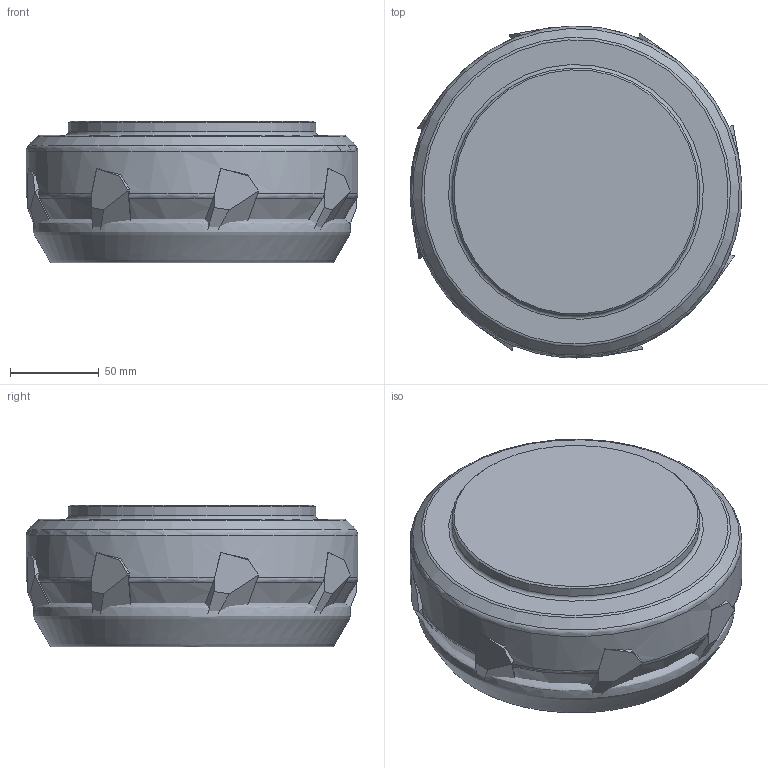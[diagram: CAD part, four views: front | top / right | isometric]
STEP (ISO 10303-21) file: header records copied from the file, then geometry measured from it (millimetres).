
FILE_DESCRIPTION(/* description */ (''),/* implementation_level */ '2;1');
FILE_NAME(/* name */ '1578294014232.stp',/* time_stamp */ '2020-01-06T12:30:28+05:00',/* author */ (''),/* organization */ ('SMS'),/* preprocessor_version */ 'ST-DEVELOPER v16.7',/* originating_system */ 'SIEMENS PLM Software NX 12.0',/* authorisation */ '');
FILE_SCHEMA (('AUTOMOTIVE_DESIGN { 1 0 10303 214 3 1 1 1 }'));
Length unit declared in the file: millimetre
Products named in the file (4): 202246447mod000_01; ASSEMBLY_CONSTRUCTION; 202776155mod000_00; 202776154mod000_00
Assembly tree (3 placements, depth 2):
  202776154mod000_00
    202776155mod000_00
    ASSEMBLY_CONSTRUCTION
    202246447mod000_01
Bounding box: 187.56 x 187.56 x 80 mm (x, y, z)
Volume: 1933846.2 mm3; surface area: 142071.9 mm2
Topology: 2 solids, 2 shells, 273 faces, 775 edges, 530 vertices
Faces by surface type: plane 204, torus 30, cone 19, cylinder 19, bspline 1
Full cylindrical faces by diameter (mm): 56 x1, 140 x1, 187.56 x1
Entity records: 18740 total; most frequent: CARTESIAN_POINT 11740, ORIENTED_EDGE 1516, DIRECTION 1242, EDGE_CURVE 758, VERTEX_POINT 511, LINE 440, VECTOR 440, AXIS2_PLACEMENT_3D 401
